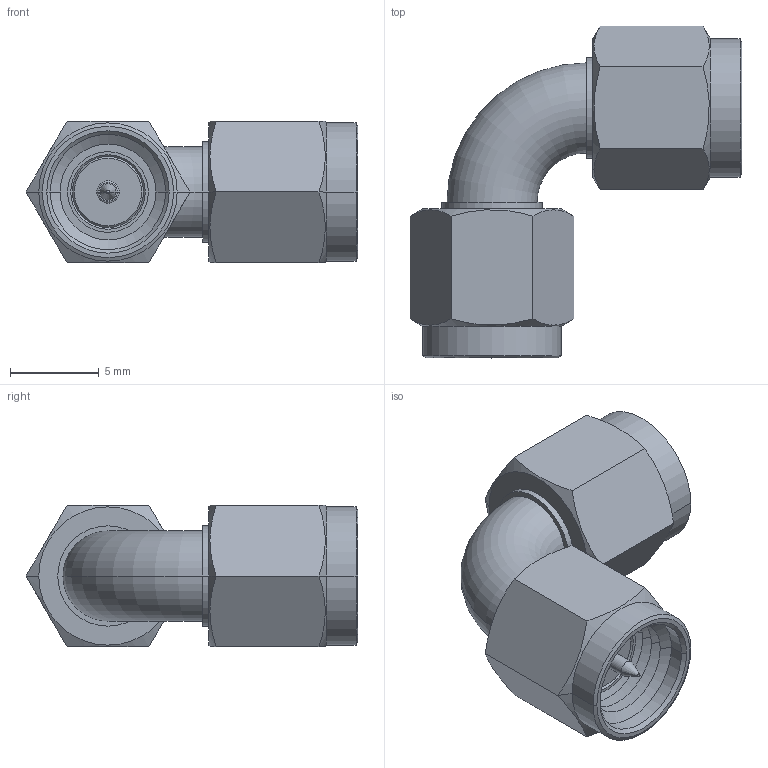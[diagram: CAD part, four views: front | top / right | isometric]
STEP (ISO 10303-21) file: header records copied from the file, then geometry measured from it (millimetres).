
FILE_DESCRIPTION (( 'STEP AP214' ), '1' );
FILE_NAME ('FMAD1196_3D.step', '2025-07-03T19:09:44', ( '' ), ( '' ), 'SwSTEP 2.0', 'SolidWorks 2022', '' );
FILE_SCHEMA (( 'AUTOMOTIVE_DESIGN' ));
Length unit declared in the file: inch
Products named in the file (3): PE91496-MA1; PE91496-MA2; FMAD1196_3D
Assembly tree (3 placements, depth 2):
  FMAD1196_3D
    PE91496-MA2
    PE91496-MA1  x2
Bounding box: 18.72 x 18.72 x 8 mm (x, y, z)
Volume: 847.4 mm3; surface area: 1238 mm2
Topology: 3 solids, 3 shells, 128 faces, 258 edges, 150 vertices
Faces by surface type: cone 64, plane 30, cylinder 24, torus 6, sphere 4
Entity records: 2656 total; most frequent: CARTESIAN_POINT 373, DIRECTION 334, ORIENTED_EDGE 264, AXIS2_PLACEMENT_3D 142, EDGE_CURVE 132, VERTEX_POINT 77, EDGE_LOOP 73, CIRCLE 70
